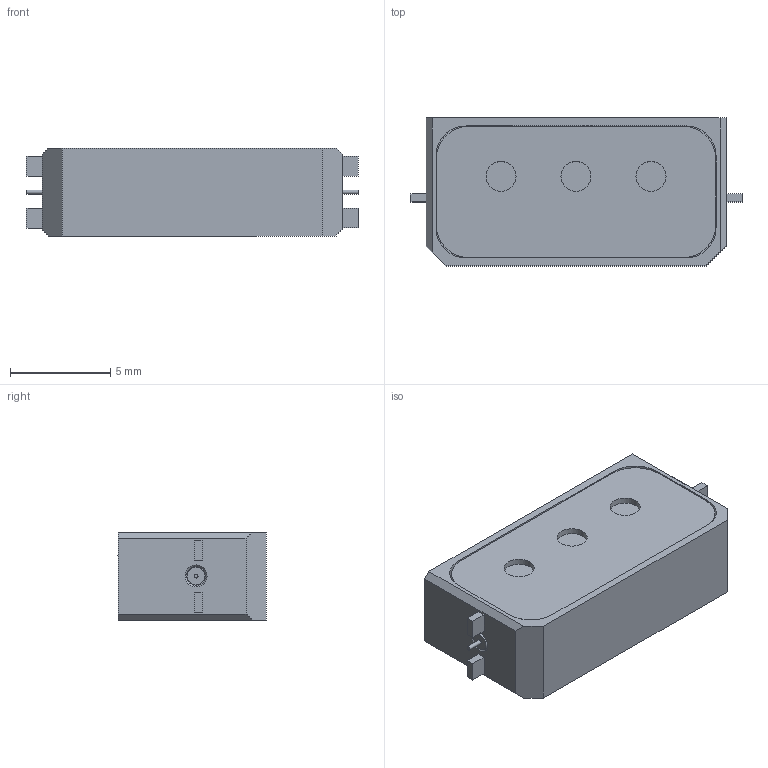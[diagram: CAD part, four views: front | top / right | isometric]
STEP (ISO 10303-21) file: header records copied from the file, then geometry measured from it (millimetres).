
FILE_DESCRIPTION(('STEP AP203'), '1');
FILE_NAME('ÍØÁÀ.434834.017-03_Ôèëüòð ÔÊÏ4-217-03-4,95-120', '', ('UNSPECIFIED'), ('UNSPECIFIED'), 'ASCON STEP Converter 1.6', 'ASCON Math Kernel', '');
FILE_SCHEMA(('CONFIG_CONTROL_DESIGN'));
Length unit declared in the file: millimetre
Products named in the file (1): НШБА.434834.017-03_Фильтр ФКП4-217-03-4,95-120
Bounding box: 16.6 x 7.4 x 4.4 mm (x, y, z)
Volume: 477.4 mm3; surface area: 456.3 mm2
Topology: 1 solids, 1 shells, 505 faces, 1312 edges, 874 vertices
Faces by surface type: plane 324, bspline 154, cylinder 25, cone 2
Full cylindrical faces by diameter (mm): 0.2 x2, 0.86 x2, 0.95 x2, 1.5 x3
Entity records: 33896 total; most frequent: CARTESIAN_POINT 18731, ORIENTED_EDGE 2602, DIRECTION 1619, EDGE_CURVE 1301, VERTEX_POINT 874, LINE 815, VECTOR 815, EDGE_LOOP 581
